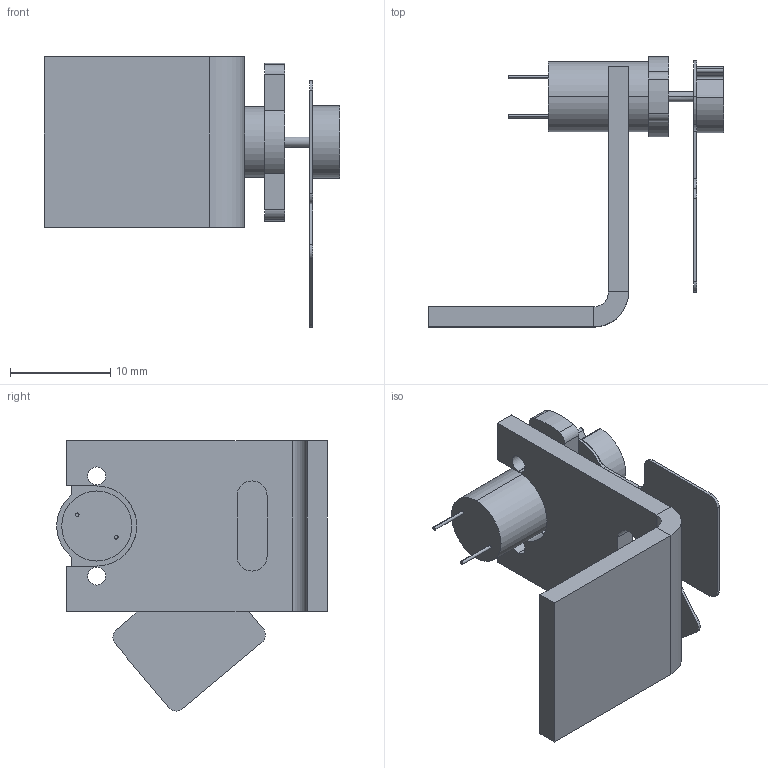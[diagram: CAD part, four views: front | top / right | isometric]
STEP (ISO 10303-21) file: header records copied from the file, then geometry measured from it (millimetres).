
FILE_DESCRIPTION (( 'STEP AP214' ), '1' );
FILE_NAME ('BOS710Shutter.STEP', '2024-09-08T12:17:09', ( '' ), ( '' ), 'SwSTEP 2.0', 'SolidWorks 2016', '' );
FILE_SCHEMA (( 'AUTOMOTIVE_DESIGN' ));
Length unit declared in the file: millimetre
Products named in the file (7): RSR7-10-T010; BOS7-10ShutterAttachmentPlate; BOS7-10; BOS710Shutter; BOS7-10ShutterBlade; BOS7-10ShutterBladeCap; BOS710Holder
Assembly tree (7 placements, depth 3):
  BOS710Shutter
    BOS7-10
      BOS7-10ShutterAttachmentPlate
      BOS7-10ShutterBlade  x2
      BOS7-10ShutterBladeCap
      RSR7-10-T010
    BOS710Holder
Bounding box: 29.5 x 26.99 x 26.98 mm (x, y, z)
Volume: 2049.1 mm3; surface area: 3225.8 mm2
Topology: 6 solids, 6 shells, 142 faces, 369 edges, 240 vertices
Faces by surface type: cylinder 81, plane 57, cone 4
Entity records: 3967 total; most frequent: DIRECTION 693, CARTESIAN_POINT 624, ORIENTED_EDGE 598, EDGE_CURVE 299, AXIS2_PLACEMENT_3D 265, VERTEX_POINT 196, LINE 163, VECTOR 163
